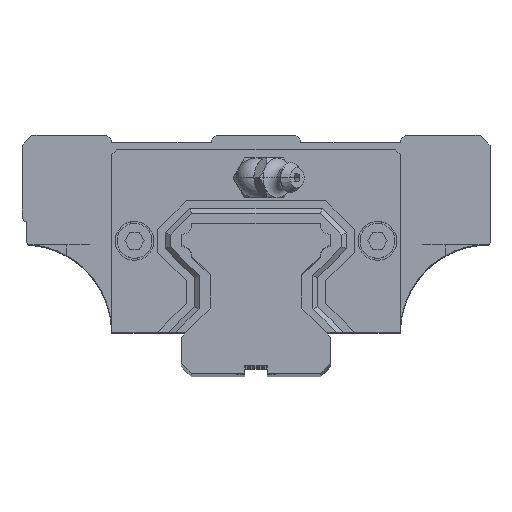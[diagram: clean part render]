
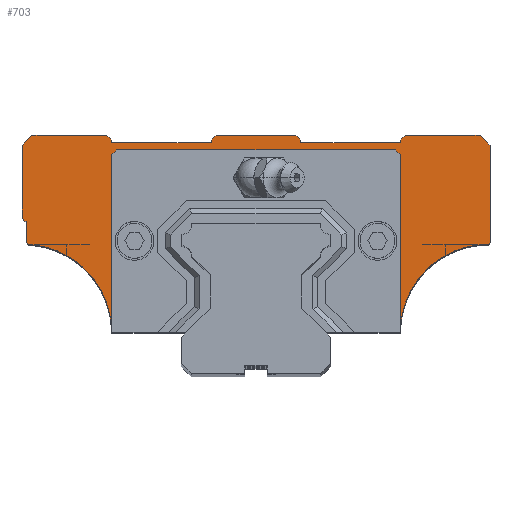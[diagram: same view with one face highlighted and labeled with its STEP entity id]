
A CAD part, top view. The second image highlights one B-rep face of the part: STEP entity #703.
In plain terms, the highlighted planar face has unit normal (0, 0, 1).
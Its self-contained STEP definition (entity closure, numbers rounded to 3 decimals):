
#703=ADVANCED_FACE('',(#1725),#1726,.T.);
#1725=FACE_OUTER_BOUND('',#3094,.T.);
#1726=PLANE('',#3095);
#3094=EDGE_LOOP('',(#5149,#5150,#5151,#5152,#5153,#5154,#5155,#5156,#5157,#5158,#5159,#5160,#5161,#5162,#5163,#5164,#5165,#5166,#5167,#5168,#5169,#5170,#5171,#5172,#5173,#5174,#5175,#5176,#5177,#5178,#5179));
#3095=AXIS2_PLACEMENT_3D('',#5180,#5181,#5182);
#5149=ORIENTED_EDGE('',*,*,#8746,.F.);
#5150=ORIENTED_EDGE('',*,*,#8747,.F.);
#5151=ORIENTED_EDGE('',*,*,#8748,.F.);
#5152=ORIENTED_EDGE('',*,*,#8749,.F.);
#5153=ORIENTED_EDGE('',*,*,#8750,.F.);
#5154=ORIENTED_EDGE('',*,*,#8436,.F.);
#5155=ORIENTED_EDGE('',*,*,#8751,.F.);
#5156=ORIENTED_EDGE('',*,*,#8205,.F.);
#5157=ORIENTED_EDGE('',*,*,#8752,.F.);
#5158=ORIENTED_EDGE('',*,*,#8294,.F.);
#5159=ORIENTED_EDGE('',*,*,#8753,.F.);
#5160=ORIENTED_EDGE('',*,*,#8754,.F.);
#5161=ORIENTED_EDGE('',*,*,#8755,.F.);
#5162=ORIENTED_EDGE('',*,*,#8756,.F.);
#5163=ORIENTED_EDGE('',*,*,#8757,.F.);
#5164=ORIENTED_EDGE('',*,*,#8758,.F.);
#5165=ORIENTED_EDGE('',*,*,#8442,.F.);
#5166=ORIENTED_EDGE('',*,*,#8759,.F.);
#5167=ORIENTED_EDGE('',*,*,#8760,.F.);
#5168=ORIENTED_EDGE('',*,*,#8761,.F.);
#5169=ORIENTED_EDGE('',*,*,#8762,.F.);
#5170=ORIENTED_EDGE('',*,*,#8763,.F.);
#5171=ORIENTED_EDGE('',*,*,#8764,.F.);
#5172=ORIENTED_EDGE('',*,*,#8765,.F.);
#5173=ORIENTED_EDGE('',*,*,#8715,.F.);
#5174=ORIENTED_EDGE('',*,*,#8766,.F.);
#5175=ORIENTED_EDGE('',*,*,#8767,.F.);
#5176=ORIENTED_EDGE('',*,*,#8768,.F.);
#5177=ORIENTED_EDGE('',*,*,#8769,.F.);
#5178=ORIENTED_EDGE('',*,*,#8770,.F.);
#5179=ORIENTED_EDGE('',*,*,#8771,.F.);
#5180=CARTESIAN_POINT('',(0.032,10.617,-50.35));
#5181=DIRECTION('',(0.,0.,1.0));
#5182=DIRECTION('',(1.0,0.0,0.));
#8205=EDGE_CURVE('',#9849,#9845,#9851,.T.);
#8294=EDGE_CURVE('',#10012,#10013,#10014,.T.);
#8436=EDGE_CURVE('',#10248,#10251,#10252,.T.);
#8442=EDGE_CURVE('',#10260,#10262,#10263,.T.);
#8715=EDGE_CURVE('',#10711,#10712,#10713,.T.);
#8746=EDGE_CURVE('',#10760,#10761,#10762,.T.);
#8747=EDGE_CURVE('',#10763,#10760,#10764,.T.);
#8748=EDGE_CURVE('',#10765,#10763,#10766,.T.);
#8749=EDGE_CURVE('',#10767,#10765,#10768,.T.);
#8750=EDGE_CURVE('',#10251,#10767,#10769,.T.);
#8751=EDGE_CURVE('',#9845,#10248,#10770,.T.);
#8752=EDGE_CURVE('',#10013,#9849,#10771,.T.);
#8753=EDGE_CURVE('',#10772,#10012,#10773,.T.);
#8754=EDGE_CURVE('',#10774,#10772,#10775,.T.);
#8755=EDGE_CURVE('',#10776,#10774,#10777,.T.);
#8756=EDGE_CURVE('',#10778,#10776,#10779,.T.);
#8757=EDGE_CURVE('',#10780,#10778,#10781,.T.);
#8758=EDGE_CURVE('',#10262,#10780,#10782,.T.);
#8759=EDGE_CURVE('',#10783,#10260,#10784,.F.);
#8760=EDGE_CURVE('',#10785,#10783,#10786,.T.);
#8761=EDGE_CURVE('',#10787,#10785,#10788,.F.);
#8762=EDGE_CURVE('',#10354,#10787,#10789,.T.);
#8763=EDGE_CURVE('',#10790,#10354,#10791,.T.);
#8764=EDGE_CURVE('',#10792,#10790,#10793,.T.);
#8765=EDGE_CURVE('',#10712,#10792,#10794,.T.);
#8766=EDGE_CURVE('',#10795,#10711,#10796,.T.);
#8767=EDGE_CURVE('',#10797,#10795,#10798,.T.);
#8768=EDGE_CURVE('',#10799,#10797,#10800,.T.);
#8769=EDGE_CURVE('',#10801,#10799,#10802,.T.);
#8770=EDGE_CURVE('',#10803,#10801,#10804,.T.);
#8771=EDGE_CURVE('',#10761,#10803,#10805,.T.);
#9845=VERTEX_POINT('',#12224);
#9849=VERTEX_POINT('',#12230);
#9851=LINE('',#12233,#12234);
#10012=VERTEX_POINT('',#12493);
#10013=VERTEX_POINT('',#12494);
#10014=LINE('',#12495,#12496);
#10248=VERTEX_POINT('',#12990);
#10251=VERTEX_POINT('',#12994);
#10252=LINE('',#12995,#12996);
#10260=VERTEX_POINT('',#13007);
#10262=VERTEX_POINT('',#13010);
#10263=LINE('',#13011,#13012);
#10354=VERTEX_POINT('',#13147);
#10711=VERTEX_POINT('',#13695);
#10712=VERTEX_POINT('',#13696);
#10713=LINE('',#13697,#13698);
#10760=VERTEX_POINT('',#13766);
#10761=VERTEX_POINT('',#13767);
#10762=LINE('',#13768,#13769);
#10763=VERTEX_POINT('',#13770);
#10764=LINE('',#13771,#13772);
#10765=VERTEX_POINT('',#13773);
#10766=LINE('',#13774,#13775);
#10767=VERTEX_POINT('',#13776);
#10768=LINE('',#13777,#13778);
#10769=LINE('',#13779,#13780);
#10770=LINE('',#13781,#13782);
#10771=LINE('',#13783,#13784);
#10772=VERTEX_POINT('',#13785);
#10773=LINE('',#13786,#13787);
#10774=VERTEX_POINT('',#13788);
#10775=LINE('',#13789,#13790);
#10776=VERTEX_POINT('',#13791);
#10777=LINE('',#13792,#13793);
#10778=VERTEX_POINT('',#13794);
#10779=CIRCLE('',#13795,0.25);
#10780=VERTEX_POINT('',#13796);
#10781=LINE('',#13797,#13798);
#10782=CIRCLE('',#13799,8.84);
#10783=VERTEX_POINT('',#13800);
#10784=LINE('',#13801,#13802);
#10785=VERTEX_POINT('',#13803);
#10786=LINE('',#13804,#13805);
#10787=VERTEX_POINT('',#13806);
#10788=LINE('',#13807,#13808);
#10789=LINE('',#13809,#13810);
#10790=VERTEX_POINT('',#13811);
#10791=CIRCLE('',#13812,8.84);
#10792=VERTEX_POINT('',#13813);
#10793=LINE('',#13814,#13815);
#10794=CIRCLE('',#13816,0.25);
#10795=VERTEX_POINT('',#13817);
#10796=LINE('',#13818,#13819);
#10797=VERTEX_POINT('',#13820);
#10798=LINE('',#13821,#13822);
#10799=VERTEX_POINT('',#13823);
#10800=LINE('',#13824,#13825);
#10801=VERTEX_POINT('',#13826);
#10802=LINE('',#13827,#13828);
#10803=VERTEX_POINT('',#13829);
#10804=LINE('',#13830,#13831);
#10805=LINE('',#13832,#13833);
#12224=CARTESIAN_POINT('',(-15.0,16.5,-50.35));
#12230=CARTESIAN_POINT('',(-22.5,16.5,-50.35));
#12233=CARTESIAN_POINT('',(-22.5,16.5,-50.35));
#12234=VECTOR('',#15763,1000.0);
#12493=CARTESIAN_POINT('',(-23.5,8.175,-50.35));
#12494=CARTESIAN_POINT('',(-23.5,15.5,-50.35));
#12495=CARTESIAN_POINT('',(-23.5,8.175,-50.35));
#12496=VECTOR('',#15869,1000.0);
#12990=CARTESIAN_POINT('',(-14.5,16.0,-50.35));
#12994=CARTESIAN_POINT('',(-14.5,15.75,-50.35));
#12995=CARTESIAN_POINT('',(-14.5,16.5,-50.35));
#12996=VECTOR('',#16007,1000.0);
#13007=CARTESIAN_POINT('',(-14.5,14.5,-50.35));
#13010=CARTESIAN_POINT('',(-14.5,-3.3,-50.35));
#13011=CARTESIAN_POINT('',(-14.5,8.234,-50.35));
#13012=VECTOR('',#16012,1000.0);
#13147=CARTESIAN_POINT('',(14.5,-3.3,-50.35));
#13695=CARTESIAN_POINT('',(23.5,15.5,-50.35));
#13696=CARTESIAN_POINT('',(23.5,5.75,-50.35));
#13697=CARTESIAN_POINT('',(23.5,15.5,-50.35));
#13698=VECTOR('',#16312,1000.0);
#13766=CARTESIAN_POINT('',(4.0,16.5,-50.35));
#13767=CARTESIAN_POINT('',(4.5,16.0,-50.35));
#13768=CARTESIAN_POINT('',(4.604,15.896,-50.35));
#13769=VECTOR('',#16349,1000.0);
#13770=CARTESIAN_POINT('',(-4.0,16.5,-50.35));
#13771=CARTESIAN_POINT('',(-4.5,16.5,-50.35));
#13772=VECTOR('',#16350,1000.0);
#13773=CARTESIAN_POINT('',(-4.5,16.0,-50.35));
#13774=CARTESIAN_POINT('',(-4.588,15.912,-50.35));
#13775=VECTOR('',#16351,1000.0);
#13776=CARTESIAN_POINT('',(-4.5,15.75,-50.35));
#13777=CARTESIAN_POINT('',(-4.5,15.75,-50.35));
#13778=VECTOR('',#16352,1000.0);
#13779=CARTESIAN_POINT('',(-14.5,15.75,-50.35));
#13780=VECTOR('',#16353,1000.0);
#13781=CARTESIAN_POINT('',(-9.646,11.146,-50.35));
#13782=VECTOR('',#16354,1000.0);
#13783=CARTESIAN_POINT('',(-23.5,15.5,-50.35));
#13784=VECTOR('',#16355,1000.0);
#13785=CARTESIAN_POINT('',(-23.2,7.875,-50.35));
#13786=CARTESIAN_POINT('',(-23.5,8.175,-50.35));
#13787=VECTOR('',#16356,1000.0);
#13788=CARTESIAN_POINT('',(-23.0,7.875,-50.35));
#13789=CARTESIAN_POINT('',(-23.2,7.875,-50.35));
#13790=VECTOR('',#16357,1000.0);
#13791=CARTESIAN_POINT('',(-23.0,5.75,-50.35));
#13792=CARTESIAN_POINT('',(-23.0,7.875,-50.35));
#13793=VECTOR('',#16358,1000.0);
#13794=CARTESIAN_POINT('',(-22.75,5.5,-50.35));
#13795=AXIS2_PLACEMENT_3D('',#16359,#16360,#16361);
#13796=CARTESIAN_POINT('',(-22.5,5.5,-50.35));
#13797=CARTESIAN_POINT('',(-22.75,5.5,-50.35));
#13798=VECTOR('',#16362,1000.0);
#13799=AXIS2_PLACEMENT_3D('',#16363,#16364,#16365);
#13800=CARTESIAN_POINT('',(-14.0,15.0,-50.35));
#13801=CARTESIAN_POINT('',(-11.713,17.287,-50.35));
#13802=VECTOR('',#16366,1000.0);
#13803=CARTESIAN_POINT('',(14.0,15.0,-50.35));
#13804=CARTESIAN_POINT('',(0.016,15.0,-50.35));
#13805=VECTOR('',#16367,1000.0);
#13806=CARTESIAN_POINT('',(14.5,14.5,-50.35));
#13807=CARTESIAN_POINT('',(11.729,17.271,-50.35));
#13808=VECTOR('',#16368,1000.0);
#13809=CARTESIAN_POINT('',(14.5,8.234,-50.35));
#13810=VECTOR('',#16369,1000.0);
#13811=CARTESIAN_POINT('',(22.5,5.5,-50.35));
#13812=AXIS2_PLACEMENT_3D('',#16370,#16371,#16372);
#13813=CARTESIAN_POINT('',(23.25,5.5,-50.35));
#13814=CARTESIAN_POINT('',(22.5,5.5,-50.35));
#13815=VECTOR('',#16373,1000.0);
#13816=AXIS2_PLACEMENT_3D('',#16374,#16375,#16376);
#13817=CARTESIAN_POINT('',(22.5,16.5,-50.35));
#13818=CARTESIAN_POINT('',(22.5,16.5,-50.35));
#13819=VECTOR('',#16377,1000.0);
#13820=CARTESIAN_POINT('',(15.0,16.5,-50.35));
#13821=CARTESIAN_POINT('',(14.5,16.5,-50.35));
#13822=VECTOR('',#16378,1000.0);
#13823=CARTESIAN_POINT('',(14.5,16.0,-50.35));
#13824=CARTESIAN_POINT('',(9.662,11.162,-50.35));
#13825=VECTOR('',#16379,1000.0);
#13826=CARTESIAN_POINT('',(14.5,15.75,-50.35));
#13827=CARTESIAN_POINT('',(14.5,15.75,-50.35));
#13828=VECTOR('',#16380,1000.0);
#13829=CARTESIAN_POINT('',(4.5,15.75,-50.35));
#13830=CARTESIAN_POINT('',(4.5,15.75,-50.35));
#13831=VECTOR('',#16381,1000.0);
#13832=CARTESIAN_POINT('',(4.5,16.5,-50.35));
#13833=VECTOR('',#16382,1000.0);
#15763=DIRECTION('',(1.0,0.0,0.0));
#15869=DIRECTION('',(0.0,1.0,0.0));
#16007=DIRECTION('',(0.0,-1.0,0.0));
#16012=DIRECTION('',(0.0,-1.0,0.));
#16312=DIRECTION('',(0.0,-1.0,0.0));
#16349=DIRECTION('',(0.707,-0.707,0.));
#16350=DIRECTION('',(1.0,0.0,0.0));
#16351=DIRECTION('',(0.707,0.707,0.));
#16352=DIRECTION('',(0.0,1.0,0.0));
#16353=DIRECTION('',(1.0,0.0,0.0));
#16354=DIRECTION('',(0.707,-0.707,0.));
#16355=DIRECTION('',(0.707,0.707,0.0));
#16356=DIRECTION('',(-0.707,0.707,0.0));
#16357=DIRECTION('',(-1.0,-0.0,-0.0));
#16358=DIRECTION('',(0.0,1.0,0.0));
#16359=CARTESIAN_POINT('',(-22.75,5.75,-50.35));
#16360=DIRECTION('',(-0.0,-0.0,-1.0));
#16361=DIRECTION('',(0.0,-1.0,0.0));
#16362=DIRECTION('',(-1.0,-0.0,-0.0));
#16363=CARTESIAN_POINT('',(-23.34,-3.3,-50.35));
#16364=DIRECTION('',(0.0,-0.0,1.0));
#16365=DIRECTION('',(0.095,0.995,0.0));
#16366=DIRECTION('',(0.707,0.707,0.));
#16367=DIRECTION('',(-1.0,0.0,0.));
#16368=DIRECTION('',(0.707,-0.707,0.));
#16369=DIRECTION('',(0.0,1.0,0.));
#16370=CARTESIAN_POINT('',(23.34,-3.3,-50.35));
#16371=DIRECTION('',(0.0,0.0,1.0));
#16372=DIRECTION('',(-0.095,0.995,0.0));
#16373=DIRECTION('',(-1.0,-0.0,-0.0));
#16374=CARTESIAN_POINT('',(23.25,5.75,-50.35));
#16375=DIRECTION('',(0.0,0.0,-1.0));
#16376=DIRECTION('',(1.0,0.0,0.0));
#16377=DIRECTION('',(0.707,-0.707,0.0));
#16378=DIRECTION('',(1.0,0.0,0.0));
#16379=DIRECTION('',(0.707,0.707,0.));
#16380=DIRECTION('',(0.0,1.0,0.0));
#16381=DIRECTION('',(1.0,0.0,0.0));
#16382=DIRECTION('',(0.0,-1.0,0.0));
